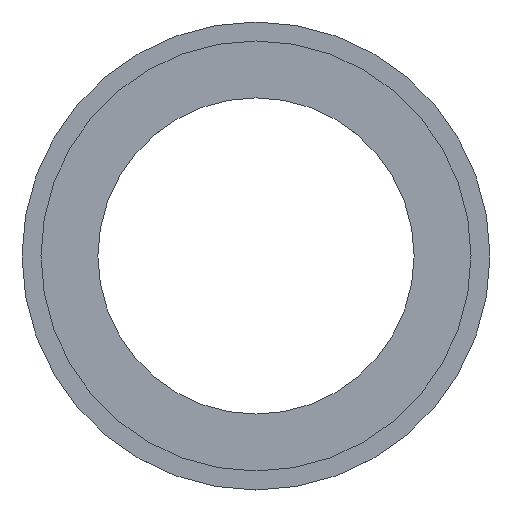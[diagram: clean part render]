
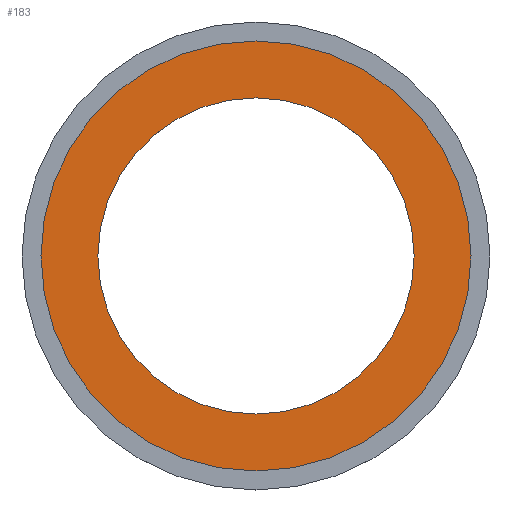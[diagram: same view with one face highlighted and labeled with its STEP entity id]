
A CAD part, top view. The second image highlights one B-rep face of the part: STEP entity #183.
In plain terms, the highlighted planar face has unit normal (0, 0, 1).
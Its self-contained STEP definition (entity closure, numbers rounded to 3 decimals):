
#154 = EDGE_CURVE('',#155,#155,#157,.T.);
#155 = VERTEX_POINT('',#156);
#156 = CARTESIAN_POINT('',(68.,0.,6.));
#157 = CIRCLE('',#158,68.);
#158 = AXIS2_PLACEMENT_3D('',#159,#160,#161);
#159 = CARTESIAN_POINT('',(0.,0.,6.));
#160 = DIRECTION('',(0.,0.,1.));
#161 = DIRECTION('',(1.,0.,-0.));
#183 = ADVANCED_FACE('',(#184,#187),#198,.T.);
#184 = FACE_BOUND('',#185,.T.);
#185 = EDGE_LOOP('',(#186));
#186 = ORIENTED_EDGE('',*,*,#154,.T.);
#187 = FACE_BOUND('',#188,.T.);
#188 = EDGE_LOOP('',(#189));
#189 = ORIENTED_EDGE('',*,*,#190,.F.);
#190 = EDGE_CURVE('',#191,#191,#193,.T.);
#191 = VERTEX_POINT('',#192);
#192 = CARTESIAN_POINT('',(50.,0.,6.));
#193 = CIRCLE('',#194,50.);
#194 = AXIS2_PLACEMENT_3D('',#195,#196,#197);
#195 = CARTESIAN_POINT('',(0.,0.,6.));
#196 = DIRECTION('',(0.,0.,1.));
#197 = DIRECTION('',(1.,0.,-0.));
#198 = PLANE('',#199);
#199 = AXIS2_PLACEMENT_3D('',#200,#201,#202);
#200 = CARTESIAN_POINT('',(0.,0.,6.));
#201 = DIRECTION('',(0.,0.,1.));
#202 = DIRECTION('',(1.,0.,-0.));
